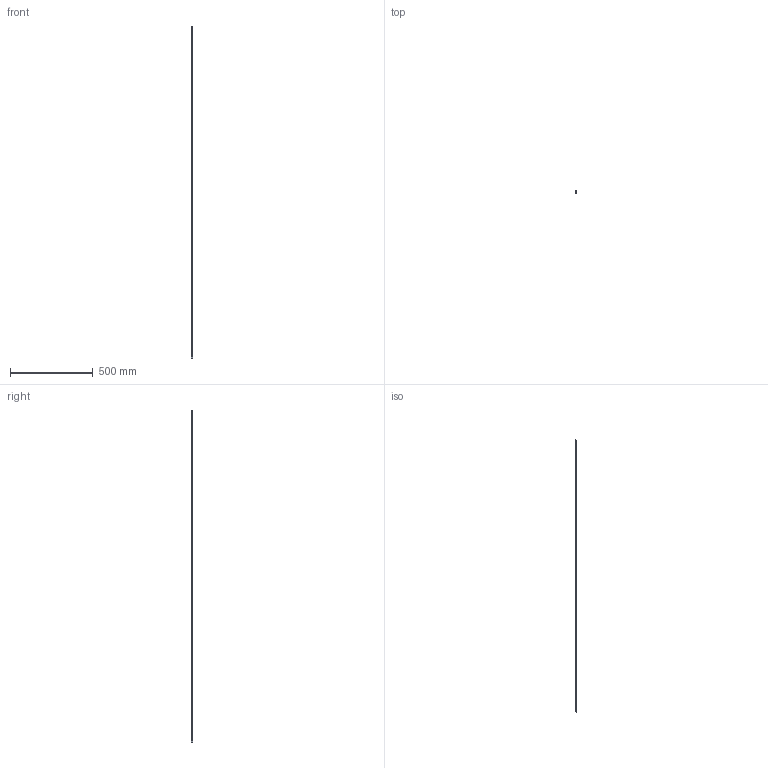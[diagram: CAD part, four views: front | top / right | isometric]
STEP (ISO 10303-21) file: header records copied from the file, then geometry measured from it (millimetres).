
FILE_DESCRIPTION (( 'STEP AP214' ), '1' );
FILE_NAME ('7226020', '2019-02-04T09:42:39', ( '' ), ('JUGARD+KÜNSTNER GmbH'), 'SwSTEP 2.0', 'SolidWorks 2017', '' );
FILE_SCHEMA (( 'AUTOMOTIVE_DESIGN' ));
Length unit declared in the file: millimetre
Products named in the file (1): 7226020_CNAJF00
Bounding box: 6.98 x 9.8 x 2000 mm (x, y, z)
Volume: 35803 mm3; surface area: 122109.1 mm2
Topology: 1 solids, 1 shells, 33 faces, 93 edges, 62 vertices
Faces by surface type: plane 28, cylinder 5
Entity records: 1091 total; most frequent: CARTESIAN_POINT 189, ORIENTED_EDGE 186, DIRECTION 171, EDGE_CURVE 93, LINE 83, VECTOR 83, VERTEX_POINT 62, AXIS2_PLACEMENT_3D 44
